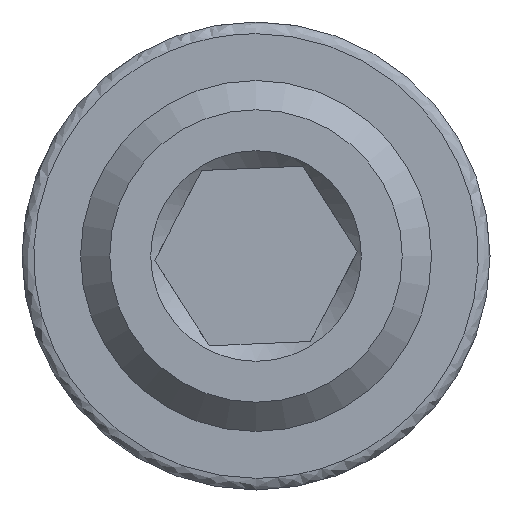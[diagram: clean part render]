
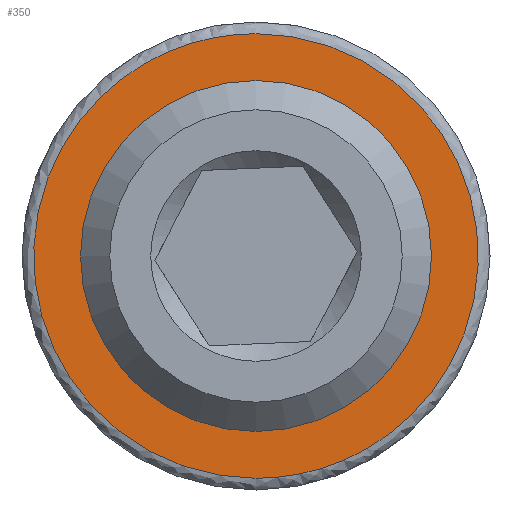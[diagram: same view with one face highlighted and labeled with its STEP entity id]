
A CAD part, front view. The second image highlights one B-rep face of the part: STEP entity #350.
In plain terms, the highlighted planar face has unit normal (0, -1, 0).
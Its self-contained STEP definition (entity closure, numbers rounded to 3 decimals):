
#32 = AXIS2_PLACEMENT_3D ( 'NONE', #477, #71, #711 ) ;
#38 = DIRECTION ( 'NONE',  ( 0., -1., 0. ) ) ;
#61 = FACE_BOUND ( 'NONE', #816, .T. ) ;
#71 = DIRECTION ( 'NONE',  ( 0., 1., 0. ) ) ;
#89 = VERTEX_POINT ( 'NONE', #511 ) ;
#96 = DIRECTION ( 'NONE',  ( 0., 0., -1. ) ) ;
#191 = CARTESIAN_POINT ( 'NONE',  ( -74.552, -77.998, -1.9 ) ) ;
#202 = CARTESIAN_POINT ( 'NONE',  ( -74.552, -77.998, 1.9 ) ) ;
#226 = VERTEX_POINT ( 'NONE', #479 ) ;
#233 = ORIENTED_EDGE ( 'NONE', *, *, #684, .F. ) ;
#246 =( BOUNDED_CURVE ( )  B_SPLINE_CURVE ( 3, ( #768, #291, #714, #202 ),
 .UNSPECIFIED., .F., .F. ) 
 B_SPLINE_CURVE_WITH_KNOTS ( ( 4, 4 ),
 ( 0., 1. ),
 .UNSPECIFIED. ) 
 CURVE ( )  GEOMETRIC_REPRESENTATION_ITEM ( )  RATIONAL_B_SPLINE_CURVE ( ( 1., 0.333, 0.333, 1. ) ) 
 REPRESENTATION_ITEM ( '' )  );
#291 = CARTESIAN_POINT ( 'NONE',  ( -78.352, -77.998, -1.9 ) ) ;
#294 = CARTESIAN_POINT ( 'NONE',  ( -74.552, -77.998, 0. ) ) ;
#309 = AXIS2_PLACEMENT_3D ( 'NONE', #294, #38, #96 ) ;
#350 = ADVANCED_FACE ( 'NONE', ( #798, #61 ), #645, .F. ) ;
#398 =( BOUNDED_CURVE ( )  B_SPLINE_CURVE ( 3, ( #676, #918, #1001, #191 ),
 .UNSPECIFIED., .F., .T. ) 
 B_SPLINE_CURVE_WITH_KNOTS ( ( 4, 4 ),
 ( 0., 1. ),
 .UNSPECIFIED. ) 
 CURVE ( )  GEOMETRIC_REPRESENTATION_ITEM ( )  RATIONAL_B_SPLINE_CURVE ( ( 1., 0.333, 0.333, 1. ) ) 
 REPRESENTATION_ITEM ( '' )  );
#477 = CARTESIAN_POINT ( 'NONE',  ( -74.552, -77.998, 0. ) ) ;
#479 = CARTESIAN_POINT ( 'NONE',  ( -74.552, -77.998, -1.5 ) ) ;
#492 = EDGE_CURVE ( 'NONE', #567, #89, #246, .T. ) ;
#511 = CARTESIAN_POINT ( 'NONE',  ( -74.552, -77.998, 1.9 ) ) ;
#567 = VERTEX_POINT ( 'NONE', #679 ) ;
#645 = PLANE ( 'NONE',  #32 ) ;
#676 = CARTESIAN_POINT ( 'NONE',  ( -74.552, -77.998, 1.9 ) ) ;
#678 = CIRCLE ( 'NONE', #309, 1.5 ) ;
#679 = CARTESIAN_POINT ( 'NONE',  ( -74.552, -77.998, -1.9 ) ) ;
#684 = EDGE_CURVE ( 'NONE', #226, #226, #678, .T. ) ;
#711 = DIRECTION ( 'NONE',  ( 0., 0., 1. ) ) ;
#714 = CARTESIAN_POINT ( 'NONE',  ( -78.352, -77.998, 1.9 ) ) ;
#759 = EDGE_CURVE ( 'NONE', #89, #567, #398, .T. ) ;
#768 = CARTESIAN_POINT ( 'NONE',  ( -74.552, -77.998, -1.9 ) ) ;
#798 = FACE_OUTER_BOUND ( 'NONE', #903, .T. ) ;
#816 = EDGE_LOOP ( 'NONE', ( #233 ) ) ;
#903 = EDGE_LOOP ( 'NONE', ( #964, #1012 ) ) ;
#918 = CARTESIAN_POINT ( 'NONE',  ( -70.752, -77.998, 1.9 ) ) ;
#964 = ORIENTED_EDGE ( 'NONE', *, *, #759, .F. ) ;
#1001 = CARTESIAN_POINT ( 'NONE',  ( -70.752, -77.998, -1.9 ) ) ;
#1012 = ORIENTED_EDGE ( 'NONE', *, *, #492, .F. ) ;
